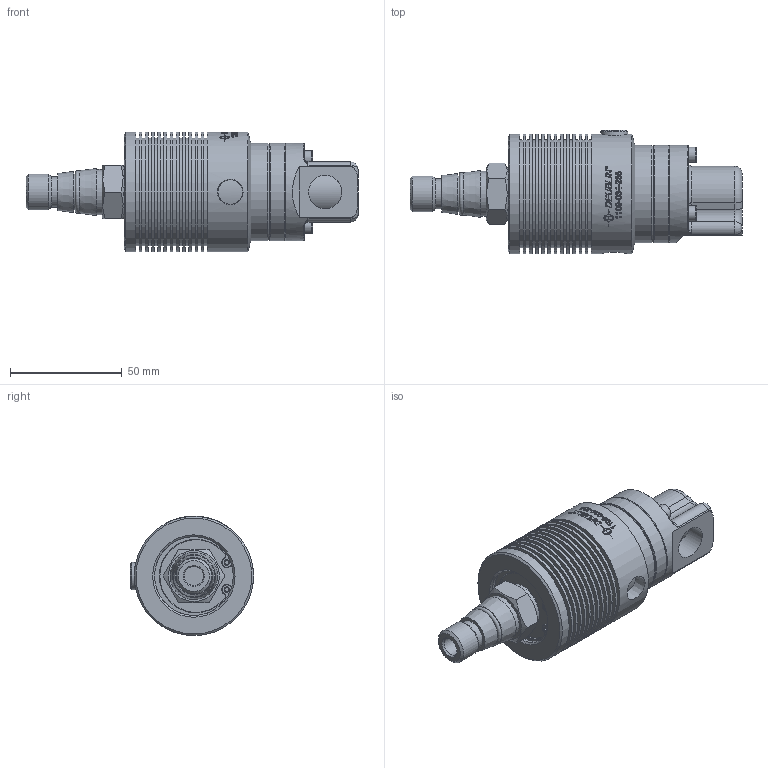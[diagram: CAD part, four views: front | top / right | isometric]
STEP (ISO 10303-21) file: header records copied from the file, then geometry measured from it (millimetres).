
FILE_DESCRIPTION(/* description */ (''),/* implementation_level */ '2;1');
FILE_NAME(/* name */ '1109-034-235-IC.stp',/* time_stamp */ '2020-05-21T10:48:34-05:00',/* author */ ('dyurkovich'),/* organization */ (''),/* preprocessor_version */ 'ST-DEVELOPER v18',/* originating_system */ 'Autodesk Inventor 2020',/* authorisation */ '');
FILE_SCHEMA (('AUTOMOTIVE_DESIGN { 1 0 10303 214 3 1 1 }'));
Products named in the file (1): 1109-034-235-IC
Bounding box: 148.68 x 55.15 x 53.48 mm (x, y, z)
Volume: 176931.2 mm3; surface area: 36388.4 mm2
Topology: 1 solids, 4 shells, 541 faces, 1395 edges, 939 vertices
Faces by surface type: bspline 194, plane 186, cylinder 109, torus 34, cone 18
Full cylindrical faces by diameter (mm): 2 x2, 4.166 x3, 4.7 x3, 6.86 x3, 7.2 x3, 8.5 x1, 13.5 x1, 14.95 x1, 15.968 x1, 16.32 x2, 18.16 x1, 18.72 x1, 20.2 x1, 21.4 x1, 35.27 x1, 37.25 x1, 43.6 x3, 48.3 x12, 53.45 x13
Entity records: 61892 total; most frequent: CARTESIAN_POINT 49014, ORIENTED_EDGE 2784, DIRECTION 2294, EDGE_CURVE 1392, VERTEX_POINT 939, AXIS2_PLACEMENT_3D 890, EDGE_LOOP 629, FACE_OUTER_BOUND 541
